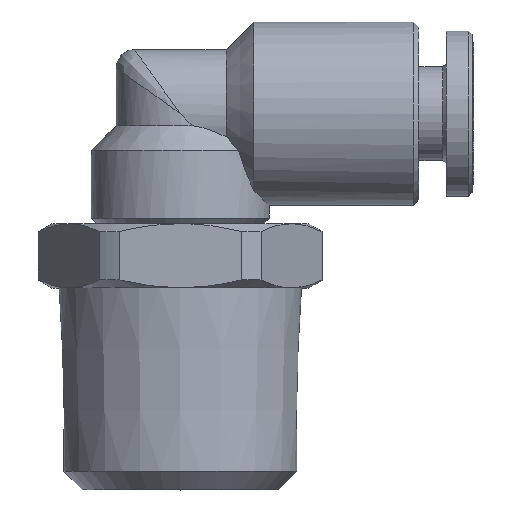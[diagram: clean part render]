
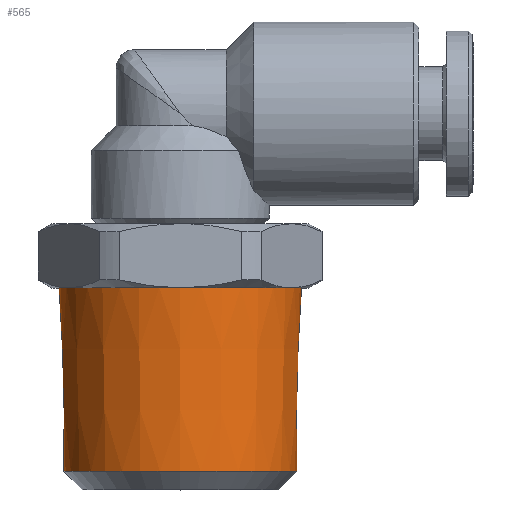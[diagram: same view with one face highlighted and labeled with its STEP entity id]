
A CAD part, top view. The second image highlights one B-rep face of the part: STEP entity #565.
In plain terms, the highlighted conical face has half-angle 1.47 degrees and reference radius 6.604 mm.
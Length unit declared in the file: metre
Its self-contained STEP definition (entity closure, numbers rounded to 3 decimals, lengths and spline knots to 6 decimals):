
#565 = ADVANCED_FACE( 'NONE', ( #1210, #1211 ), #1212, .T. );
#1210 = FACE_OUTER_BOUND( '', #3448, .T. );
#1211 = FACE_BOUND( '', #3449, .T. );
#1212 = CONICAL_SURFACE( '', #3450, 0.006604, 0.026 );
#3448 = EDGE_LOOP( '', ( #5343 ) );
#3449 = EDGE_LOOP( '', ( #5344 ) );
#3450 = AXIS2_PLACEMENT_3D( '', #5345, #5346, #5347 );
#5343 = ORIENTED_EDGE( '', *, *, #6378, .T. );
#5344 = ORIENTED_EDGE( '', *, *, #6575, .F. );
#5345 = CARTESIAN_POINT( '', ( 0., -0.0095, 0. ) );
#5346 = DIRECTION( '', ( 0., 1., 0. ) );
#5347 = DIRECTION( '', ( 0., 0., -1. ) );
#6378 = EDGE_CURVE( 'NONE', #7406, #7406, #7407, .T. );
#6575 = EDGE_CURVE( 'NONE', #7687, #7687, #7688, .T. );
#7406 = VERTEX_POINT( '', #9774 );
#7407 = CIRCLE( '', #9775, 0.006604 );
#7687 = VERTEX_POINT( '', #10659 );
#7688 = CIRCLE( '', #10660, 0.006348 );
#9774 = CARTESIAN_POINT( '', ( 0., -0.0095, 0.006604 ) );
#9775 = AXIS2_PLACEMENT_3D( '', #11837, #11838, #11839 );
#10659 = CARTESIAN_POINT( '', ( 0., -0.0195, 0.006348 ) );
#10660 = AXIS2_PLACEMENT_3D( '', #11955, #11956, #11957 );
#11837 = CARTESIAN_POINT( '', ( 0., -0.0095, 0. ) );
#11838 = DIRECTION( '', ( 0., -1., 0. ) );
#11839 = DIRECTION( '', ( 0., 0., 1. ) );
#11955 = CARTESIAN_POINT( '', ( 0., -0.0195, 0. ) );
#11956 = DIRECTION( '', ( 0., -1., 0. ) );
#11957 = DIRECTION( '', ( 0., 0., 1. ) );
